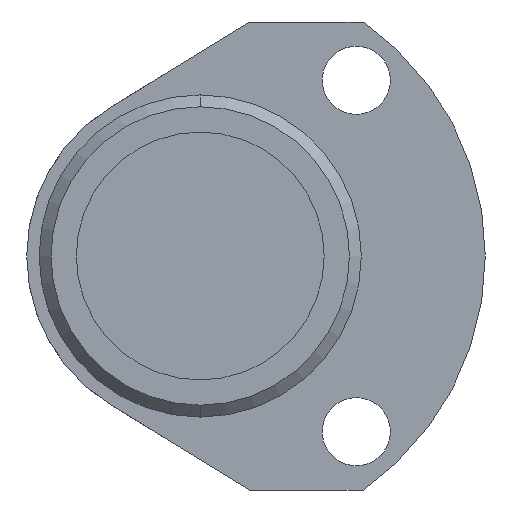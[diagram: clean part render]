
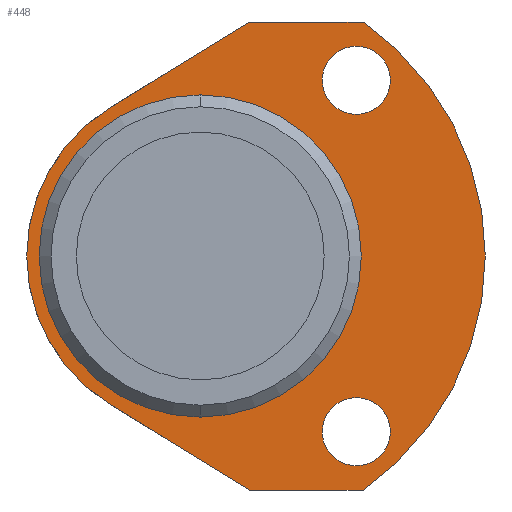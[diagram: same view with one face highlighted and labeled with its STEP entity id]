
A CAD part, left-side view. The second image highlights one B-rep face of the part: STEP entity #448.
In plain terms, the highlighted planar face has unit normal (-1, 0, 0).
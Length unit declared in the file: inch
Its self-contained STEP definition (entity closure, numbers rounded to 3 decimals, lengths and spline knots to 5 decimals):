
#5 = DIRECTION ( 'NONE',  ( 1., 0., 0. ) ) ;
#73 = CIRCLE ( 'NONE', #1095, 0.8125 ) ;
#95 = VERTEX_POINT ( 'NONE', #1254 ) ;
#108 = EDGE_CURVE ( 'NONE', #208, #1645, #1509, .T. ) ;
#120 = AXIS2_PLACEMENT_3D ( 'NONE', #630, #1628, #771 ) ;
#128 = DIRECTION ( 'NONE',  ( 1., 0., 0. ) ) ;
#138 = EDGE_CURVE ( 'NONE', #1645, #208, #73, .T. ) ;
#152 = CARTESIAN_POINT ( 'NONE',  ( 0., -0.25, 1.18 ) ) ;
#155 = DIRECTION ( 'NONE',  ( 0., 1., 0. ) ) ;
#208 = VERTEX_POINT ( 'NONE', #1253 ) ;
#240 = PLANE ( 'NONE',  #1849 ) ;
#254 = CIRCLE ( 'NONE', #785, 0.875 ) ;
#261 = ORIENTED_EDGE ( 'NONE', *, *, #138, .T. ) ;
#270 = VERTEX_POINT ( 'NONE', #1455 ) ;
#273 = CIRCLE ( 'NONE', #730, 0.17187 ) ;
#314 = CARTESIAN_POINT ( 'NONE',  ( 0., -0.82098, -1.18 ) ) ;
#320 = VERTEX_POINT ( 'NONE', #593 ) ;
#325 = CARTESIAN_POINT ( 'NONE',  ( 0., -0.25, 1.18 ) ) ;
#326 = LINE ( 'NONE', #938, #672 ) ;
#372 = DIRECTION ( 'NONE',  ( 1., 0., 0. ) ) ;
#375 = ORIENTED_EDGE ( 'NONE', *, *, #108, .T. ) ;
#378 = VERTEX_POINT ( 'NONE', #314 ) ;
#379 = EDGE_CURVE ( 'NONE', #402, #1011, #524, .T. ) ;
#393 = FACE_BOUND ( 'NONE', #1694, .T. ) ;
#396 = VERTEX_POINT ( 'NONE', #325 ) ;
#402 = VERTEX_POINT ( 'NONE', #1311 ) ;
#424 = CARTESIAN_POINT ( 'NONE',  ( 0., 0., -0.8125 ) ) ;
#444 = CARTESIAN_POINT ( 'NONE',  ( 0., 0., 0. ) ) ;
#448 = ADVANCED_FACE ( 'NONE', ( #1524, #774, #393, #1875 ), #240, .F. ) ;
#449 = CARTESIAN_POINT ( 'NONE',  ( 0., -0.25, -1.18 ) ) ;
#467 = ORIENTED_EDGE ( 'NONE', *, *, #1783, .F. ) ;
#469 = CARTESIAN_POINT ( 'NONE',  ( 0., 0.45763, -0.74579 ) ) ;
#520 = VERTEX_POINT ( 'NONE', #449 ) ;
#524 = CIRCLE ( 'NONE', #1240, 0.17187 ) ;
#529 = CARTESIAN_POINT ( 'NONE',  ( 0., 0., 0. ) ) ;
#538 = DIRECTION ( 'NONE',  ( 1., 0., 0. ) ) ;
#587 = DIRECTION ( 'NONE',  ( 0., 0., -1. ) ) ;
#593 = CARTESIAN_POINT ( 'NONE',  ( 0., -0.787, -1.05787 ) ) ;
#630 = CARTESIAN_POINT ( 'NONE',  ( 0., -0.787, -0.886 ) ) ;
#637 = DIRECTION ( 'NONE',  ( 1., 0., 0. ) ) ;
#655 = DIRECTION ( 'NONE',  ( 1., 0., 0. ) ) ;
#657 = DIRECTION ( 'NONE',  ( 0., 0.852, 0.523 ) ) ;
#672 = VECTOR ( 'NONE', #657, 39.37008 ) ;
#678 = EDGE_CURVE ( 'NONE', #396, #1823, #1587, .T. ) ;
#706 = CIRCLE ( 'NONE', #1844, 0.17187 ) ;
#726 = EDGE_CURVE ( 'NONE', #1823, #378, #799, .T. ) ;
#730 = AXIS2_PLACEMENT_3D ( 'NONE', #994, #128, #1125 ) ;
#741 = CARTESIAN_POINT ( 'NONE',  ( 0., -0.82098, 1.18 ) ) ;
#757 = DIRECTION ( 'NONE',  ( 1., 0., 0. ) ) ;
#771 = DIRECTION ( 'NONE',  ( 0., 0., -1. ) ) ;
#774 = FACE_BOUND ( 'NONE', #961, .T. ) ;
#785 = AXIS2_PLACEMENT_3D ( 'NONE', #1485, #637, #1642 ) ;
#794 = CARTESIAN_POINT ( 'NONE',  ( 0., -0.787, 1.05787 ) ) ;
#799 = CIRCLE ( 'NONE', #847, 1.4375 ) ;
#806 = ORIENTED_EDGE ( 'NONE', *, *, #888, .T. ) ;
#847 = AXIS2_PLACEMENT_3D ( 'NONE', #1501, #655, #1661 ) ;
#857 = VECTOR ( 'NONE', #1010, 39.37008 ) ;
#870 = CARTESIAN_POINT ( 'NONE',  ( 0., 0., 0. ) ) ;
#888 = EDGE_CURVE ( 'NONE', #270, #320, #982, .T. ) ;
#938 = CARTESIAN_POINT ( 'NONE',  ( 0., -0.25, -1.18 ) ) ;
#961 = EDGE_LOOP ( 'NONE', ( #1626, #1371 ) ) ;
#982 = CIRCLE ( 'NONE', #120, 0.17187 ) ;
#994 = CARTESIAN_POINT ( 'NONE',  ( 0., -0.787, -0.886 ) ) ;
#996 = AXIS2_PLACEMENT_3D ( 'NONE', #870, #5, #1005 ) ;
#1005 = DIRECTION ( 'NONE',  ( 0., 0., -1. ) ) ;
#1010 = DIRECTION ( 'NONE',  ( 0., -0.852, 0.523 ) ) ;
#1011 = VERTEX_POINT ( 'NONE', #794 ) ;
#1067 = ORIENTED_EDGE ( 'NONE', *, *, #1862, .F. ) ;
#1095 = AXIS2_PLACEMENT_3D ( 'NONE', #444, #1439, #587 ) ;
#1125 = DIRECTION ( 'NONE',  ( 0., 0., -1. ) ) ;
#1137 = LINE ( 'NONE', #1146, #857 ) ;
#1146 = CARTESIAN_POINT ( 'NONE',  ( 0., -0.25, 1.18 ) ) ;
#1150 = CARTESIAN_POINT ( 'NONE',  ( 0., -0.25, -1.18 ) ) ;
#1205 = VECTOR ( 'NONE', #1291, 39.37008 ) ;
#1214 = CARTESIAN_POINT ( 'NONE',  ( 0., -0.787, 0.886 ) ) ;
#1240 = AXIS2_PLACEMENT_3D ( 'NONE', #1609, #757, #1767 ) ;
#1247 = VERTEX_POINT ( 'NONE', #469 ) ;
#1253 = CARTESIAN_POINT ( 'NONE',  ( 0., 0., 0.8125 ) ) ;
#1254 = CARTESIAN_POINT ( 'NONE',  ( 0., 0.45763, 0.74579 ) ) ;
#1266 = EDGE_LOOP ( 'NONE', ( #1491, #806 ) ) ;
#1267 = LINE ( 'NONE', #1150, #1634 ) ;
#1291 = DIRECTION ( 'NONE',  ( 0., -1., 0. ) ) ;
#1311 = CARTESIAN_POINT ( 'NONE',  ( 0., -0.787, 0.71413 ) ) ;
#1359 = DIRECTION ( 'NONE',  ( 0., 0., -1. ) ) ;
#1371 = ORIENTED_EDGE ( 'NONE', *, *, #1622, .T. ) ;
#1381 = ORIENTED_EDGE ( 'NONE', *, *, #726, .F. ) ;
#1387 = ORIENTED_EDGE ( 'NONE', *, *, #1641, .F. ) ;
#1392 = EDGE_CURVE ( 'NONE', #1247, #95, #254, .T. ) ;
#1439 = DIRECTION ( 'NONE',  ( 1., 0., 0. ) ) ;
#1455 = CARTESIAN_POINT ( 'NONE',  ( 0., -0.787, -0.71413 ) ) ;
#1485 = CARTESIAN_POINT ( 'NONE',  ( 0., 0., 0. ) ) ;
#1491 = ORIENTED_EDGE ( 'NONE', *, *, #1669, .T. ) ;
#1501 = CARTESIAN_POINT ( 'NONE',  ( 0., 0., 0. ) ) ;
#1509 = CIRCLE ( 'NONE', #996, 0.8125 ) ;
#1524 = FACE_BOUND ( 'NONE', #1266, .T. ) ;
#1527 = EDGE_LOOP ( 'NONE', ( #1067, #1585, #1387, #467, #1381, #1629 ) ) ;
#1529 = DIRECTION ( 'NONE',  ( 0., 0., -1. ) ) ;
#1585 = ORIENTED_EDGE ( 'NONE', *, *, #1392, .F. ) ;
#1587 = LINE ( 'NONE', #152, #1205 ) ;
#1609 = CARTESIAN_POINT ( 'NONE',  ( 0., -0.787, 0.886 ) ) ;
#1622 = EDGE_CURVE ( 'NONE', #1011, #402, #706, .T. ) ;
#1626 = ORIENTED_EDGE ( 'NONE', *, *, #379, .T. ) ;
#1628 = DIRECTION ( 'NONE',  ( 1., 0., 0. ) ) ;
#1629 = ORIENTED_EDGE ( 'NONE', *, *, #678, .F. ) ;
#1634 = VECTOR ( 'NONE', #155, 39.37008 ) ;
#1641 = EDGE_CURVE ( 'NONE', #520, #1247, #326, .T. ) ;
#1642 = DIRECTION ( 'NONE',  ( 0., 0., -1. ) ) ;
#1645 = VERTEX_POINT ( 'NONE', #424 ) ;
#1661 = DIRECTION ( 'NONE',  ( 0., 0., -1. ) ) ;
#1669 = EDGE_CURVE ( 'NONE', #320, #270, #273, .T. ) ;
#1694 = EDGE_LOOP ( 'NONE', ( #261, #375 ) ) ;
#1767 = DIRECTION ( 'NONE',  ( 0., 0., -1. ) ) ;
#1783 = EDGE_CURVE ( 'NONE', #378, #520, #1267, .T. ) ;
#1823 = VERTEX_POINT ( 'NONE', #741 ) ;
#1844 = AXIS2_PLACEMENT_3D ( 'NONE', #1214, #372, #1359 ) ;
#1849 = AXIS2_PLACEMENT_3D ( 'NONE', #529, #538, #1529 ) ;
#1862 = EDGE_CURVE ( 'NONE', #95, #396, #1137, .T. ) ;
#1875 = FACE_OUTER_BOUND ( 'NONE', #1527, .T. ) ;
